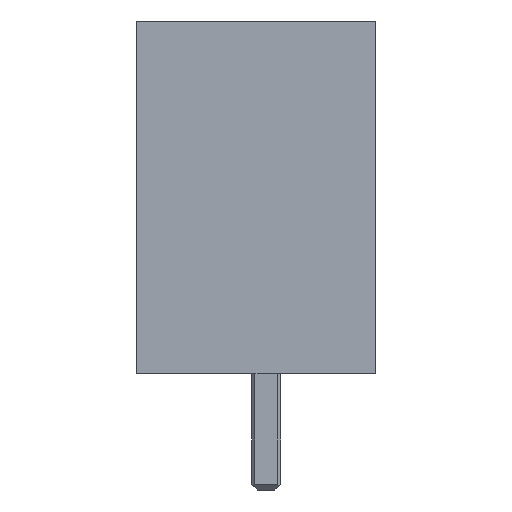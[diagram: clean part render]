
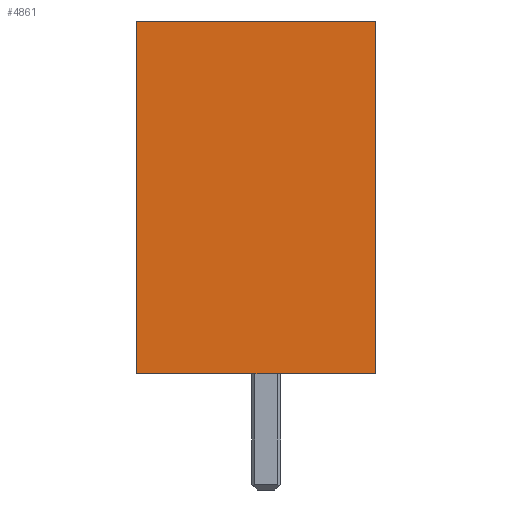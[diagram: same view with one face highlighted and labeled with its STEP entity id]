
A CAD part, left-side view. The second image highlights one B-rep face of the part: STEP entity #4861.
In plain terms, the highlighted planar face has unit normal (-1, 0, 0).
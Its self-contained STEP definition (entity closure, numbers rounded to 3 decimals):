
#135 = EDGE_CURVE ( 'NONE', #10455, #10761, #2665, .T. ) ;
#747 = DIRECTION ( 'NONE',  ( 0., 0., -1. ) ) ;
#1178 = CARTESIAN_POINT ( 'NONE',  ( -20.7, -4.1, 12.1 ) ) ;
#1220 = VECTOR ( 'NONE', #4422, 1000. ) ;
#1640 = DIRECTION ( 'NONE',  ( 1., 0., 0. ) ) ;
#1855 = EDGE_CURVE ( 'NONE', #5633, #8274, #6479, .T. ) ;
#2348 = LINE ( 'NONE', #7973, #1220 ) ;
#2406 = VECTOR ( 'NONE', #11044, 1000. ) ;
#2665 = LINE ( 'NONE', #4895, #7843 ) ;
#2990 = DIRECTION ( 'NONE',  ( 0., -1., 0. ) ) ;
#3384 = CARTESIAN_POINT ( 'NONE',  ( -20.7, 4.1, 12.1 ) ) ;
#3451 = CARTESIAN_POINT ( 'NONE',  ( -20.7, -4.1, 0. ) ) ;
#3723 = FACE_OUTER_BOUND ( 'NONE', #4645, .T. ) ;
#4422 = DIRECTION ( 'NONE',  ( 0., 0., -1. ) ) ;
#4645 = EDGE_LOOP ( 'NONE', ( #5067, #8980, #6490, #7400 ) ) ;
#4802 = LINE ( 'NONE', #10149, #2406 ) ;
#4861 = ADVANCED_FACE ( 'NONE', ( #3723 ), #11395, .F. ) ;
#4895 = CARTESIAN_POINT ( 'NONE',  ( -20.7, 4.1, 12.1 ) ) ;
#5067 = ORIENTED_EDGE ( 'NONE', *, *, #1855, .T. ) ;
#5094 = AXIS2_PLACEMENT_3D ( 'NONE', #3384, #1640, #747 ) ;
#5633 = VERTEX_POINT ( 'NONE', #8709 ) ;
#5823 = EDGE_CURVE ( 'NONE', #10455, #5633, #4802, .T. ) ;
#6479 = LINE ( 'NONE', #10246, #7451 ) ;
#6490 = ORIENTED_EDGE ( 'NONE', *, *, #135, .F. ) ;
#7400 = ORIENTED_EDGE ( 'NONE', *, *, #5823, .T. ) ;
#7451 = VECTOR ( 'NONE', #9418, 1000. ) ;
#7843 = VECTOR ( 'NONE', #2990, 1000. ) ;
#7973 = CARTESIAN_POINT ( 'NONE',  ( -20.7, -4.1, 12.1 ) ) ;
#8218 = EDGE_CURVE ( 'NONE', #10761, #8274, #2348, .T. ) ;
#8274 = VERTEX_POINT ( 'NONE', #3451 ) ;
#8709 = CARTESIAN_POINT ( 'NONE',  ( -20.7, 4.1, 0. ) ) ;
#8925 = CARTESIAN_POINT ( 'NONE',  ( -20.7, 4.1, 12.1 ) ) ;
#8980 = ORIENTED_EDGE ( 'NONE', *, *, #8218, .F. ) ;
#9418 = DIRECTION ( 'NONE',  ( 0., -1., 0. ) ) ;
#10149 = CARTESIAN_POINT ( 'NONE',  ( -20.7, 4.1, 12.1 ) ) ;
#10246 = CARTESIAN_POINT ( 'NONE',  ( -20.7, 4.1, 0. ) ) ;
#10455 = VERTEX_POINT ( 'NONE', #8925 ) ;
#10761 = VERTEX_POINT ( 'NONE', #1178 ) ;
#11044 = DIRECTION ( 'NONE',  ( 0., 0., -1. ) ) ;
#11395 = PLANE ( 'NONE',  #5094 ) ;
